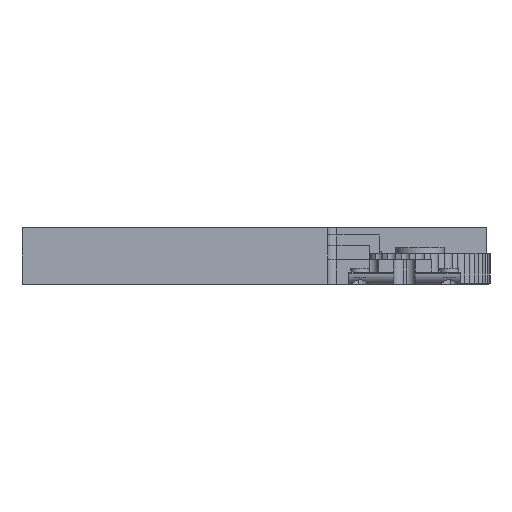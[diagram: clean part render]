
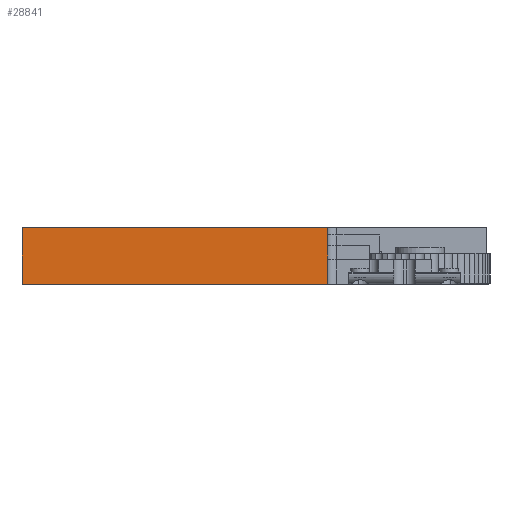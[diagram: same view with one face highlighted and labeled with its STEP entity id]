
A CAD part, left-side view. The second image highlights one B-rep face of the part: STEP entity #28841.
In plain terms, the highlighted planar face has unit normal (-1, 0, 0).
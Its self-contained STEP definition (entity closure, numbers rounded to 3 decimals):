
#1362=PLANE('',#32113);
#2964=FACE_OUTER_BOUND('',#4747,.T.);
#4747=EDGE_LOOP('',(#26464,#26465,#26466,#26467));
#4925=LINE('',#41390,#7224);
#5216=LINE('',#42280,#7515);
#5270=LINE('',#42454,#7569);
#7050=LINE('',#51432,#9349);
#7224=VECTOR('',#32472,10.);
#7515=VECTOR('',#33215,10.);
#7569=VECTOR('',#33363,10.);
#9349=VECTOR('',#40905,10.);
#11235=VERTEX_POINT('',#41387);
#11236=VERTEX_POINT('',#41389);
#11535=VERTEX_POINT('',#42279);
#11584=VERTEX_POINT('',#42452);
#13957=EDGE_CURVE('',#11236,#11235,#4925,.T.);
#14374=EDGE_CURVE('',#11535,#11236,#5216,.T.);
#14453=EDGE_CURVE('',#11584,#11235,#5270,.T.);
#17998=EDGE_CURVE('',#11535,#11584,#7050,.T.);
#26464=ORIENTED_EDGE('',*,*,#14374,.T.);
#26465=ORIENTED_EDGE('',*,*,#13957,.T.);
#26466=ORIENTED_EDGE('',*,*,#14453,.F.);
#26467=ORIENTED_EDGE('',*,*,#17998,.F.);
#28841=ADVANCED_FACE('',(#2964),#1362,.T.);
#32113=AXIS2_PLACEMENT_3D('',#51431,#40903,#40904);
#32472=DIRECTION('',(0.,0.,1.));
#33215=DIRECTION('',(0.,-1.,0.));
#33363=DIRECTION('',(0.,-1.,0.));
#40903=DIRECTION('center_axis',(-1.,0.,0.));
#40904=DIRECTION('ref_axis',(0.,-1.,0.));
#40905=DIRECTION('',(0.,0.,1.));
#41387=CARTESIAN_POINT('',(-78.273,10.755,9.2));
#41389=CARTESIAN_POINT('',(-78.273,10.755,0.));
#41390=CARTESIAN_POINT('',(-78.273,10.755,0.));
#42279=CARTESIAN_POINT('',(-78.273,60.19,0.));
#42280=CARTESIAN_POINT('',(-78.273,60.19,0.));
#42452=CARTESIAN_POINT('',(-78.273,60.19,9.2));
#42454=CARTESIAN_POINT('',(-78.273,60.19,9.2));
#51431=CARTESIAN_POINT('Origin',(-78.273,60.19,0.));
#51432=CARTESIAN_POINT('',(-78.273,60.19,0.));
